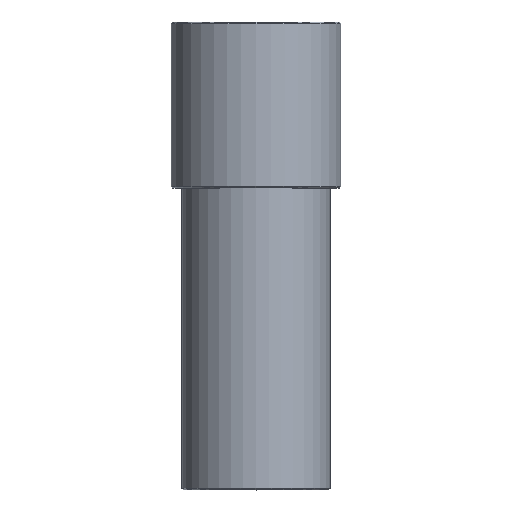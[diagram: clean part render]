
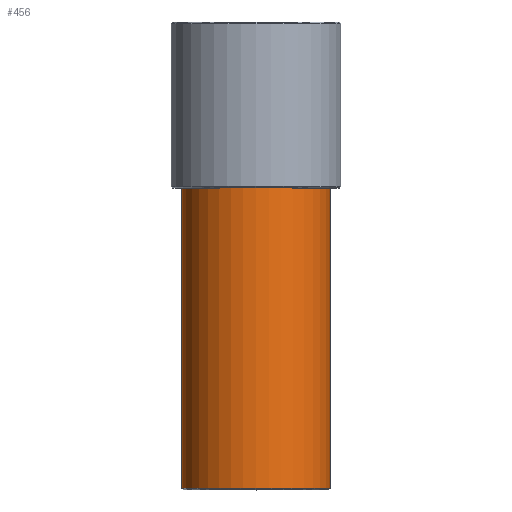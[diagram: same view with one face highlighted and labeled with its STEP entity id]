
A CAD part, top view. The second image highlights one B-rep face of the part: STEP entity #456.
In plain terms, the highlighted cylindrical face has radius 12.5 mm (diameter 25 mm), a partial arc.
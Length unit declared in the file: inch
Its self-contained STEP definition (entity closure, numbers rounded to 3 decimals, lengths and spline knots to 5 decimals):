
#2 = FACE_OUTER_BOUND ( 'NONE', #285, .T. ) ;
#11 = VECTOR ( 'NONE', #508, 39.37008 ) ;
#20 = AXIS2_PLACEMENT_3D ( 'NONE', #53, #59, #70 ) ;
#35 = ORIENTED_EDGE ( 'NONE', *, *, #571, .T. ) ;
#53 = CARTESIAN_POINT ( 'NONE',  ( 0., -39.37008, 0. ) ) ;
#59 = DIRECTION ( 'NONE',  ( 0., -1., 0. ) ) ;
#70 = DIRECTION ( 'NONE',  ( 1., 0., 0. ) ) ;
#73 = AXIS2_PLACEMENT_3D ( 'NONE', #133, #129, #122 ) ;
#85 = CIRCLE ( 'NONE', #73, 0.49213 ) ;
#122 = DIRECTION ( 'NONE',  ( -1., 0., 0. ) ) ;
#129 = DIRECTION ( 'NONE',  ( 0., 1., 0. ) ) ;
#133 = CARTESIAN_POINT ( 'NONE',  ( 0., -1.99, 0. ) ) ;
#147 = VERTEX_POINT ( 'NONE', #398 ) ;
#171 = DIRECTION ( 'NONE',  ( 0., -1., 0. ) ) ;
#174 = CARTESIAN_POINT ( 'NONE',  ( -0.49213, -39.37008, 0. ) ) ;
#185 = VERTEX_POINT ( 'NONE', #379 ) ;
#260 = VERTEX_POINT ( 'NONE', #343 ) ;
#261 = VECTOR ( 'NONE', #171, 39.37008 ) ;
#271 = CIRCLE ( 'NONE', #458, 0.49213 ) ;
#285 = EDGE_LOOP ( 'NONE', ( #498, #35, #291, #516 ) ) ;
#291 = ORIENTED_EDGE ( 'NONE', *, *, #360, .T. ) ;
#311 = DIRECTION ( 'NONE',  ( 1., 0., 0. ) ) ;
#317 = DIRECTION ( 'NONE',  ( 0., -1., 0. ) ) ;
#320 = CARTESIAN_POINT ( 'NONE',  ( 0., 0., 0. ) ) ;
#343 = CARTESIAN_POINT ( 'NONE',  ( -0.49213, -1.99, 0. ) ) ;
#348 = CYLINDRICAL_SURFACE ( 'NONE', #20, 0.49213 ) ;
#360 = EDGE_CURVE ( 'NONE', #260, #185, #85, .T. ) ;
#379 = CARTESIAN_POINT ( 'NONE',  ( 0.49213, -1.99, 0. ) ) ;
#398 = CARTESIAN_POINT ( 'NONE',  ( -0.49213, 0., 0. ) ) ;
#424 = LINE ( 'NONE', #174, #261 ) ;
#456 = ADVANCED_FACE ( 'NONE', ( #2 ), #348, .T. ) ;
#458 = AXIS2_PLACEMENT_3D ( 'NONE', #320, #317, #311 ) ;
#493 = CARTESIAN_POINT ( 'NONE',  ( 0.49213, 0., 0. ) ) ;
#498 = ORIENTED_EDGE ( 'NONE', *, *, #510, .T. ) ;
#508 = DIRECTION ( 'NONE',  ( 0., -1., 0. ) ) ;
#510 = EDGE_CURVE ( 'NONE', #538, #147, #271, .T. ) ;
#516 = ORIENTED_EDGE ( 'NONE', *, *, #575, .F. ) ;
#522 = CARTESIAN_POINT ( 'NONE',  ( 0.49213, -39.37008, 0. ) ) ;
#538 = VERTEX_POINT ( 'NONE', #493 ) ;
#549 = LINE ( 'NONE', #522, #11 ) ;
#571 = EDGE_CURVE ( 'NONE', #147, #260, #424, .T. ) ;
#575 = EDGE_CURVE ( 'NONE', #538, #185, #549, .T. ) ;
